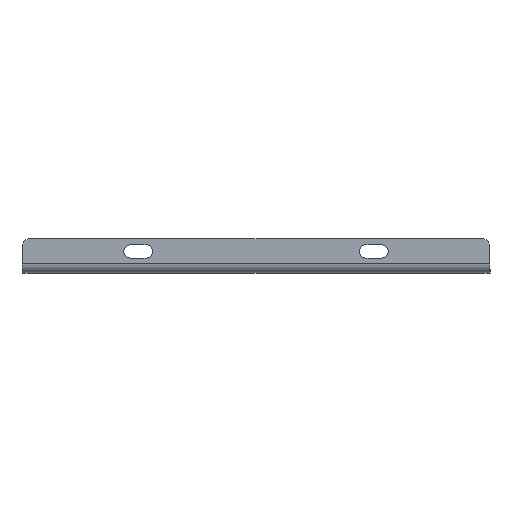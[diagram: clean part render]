
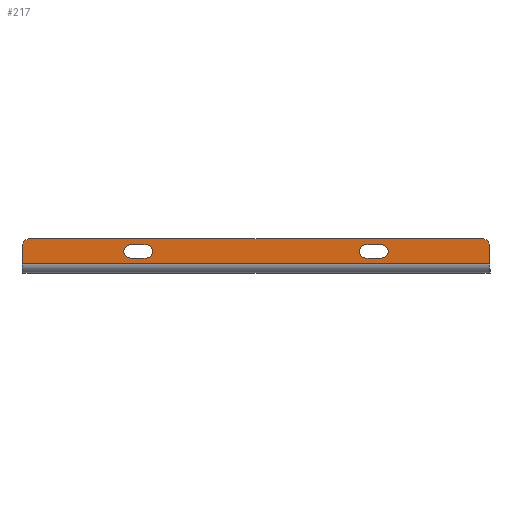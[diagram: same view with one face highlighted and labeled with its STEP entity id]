
A CAD part, top view. The second image highlights one B-rep face of the part: STEP entity #217.
In plain terms, the highlighted planar face has unit normal (0, 0, 1).
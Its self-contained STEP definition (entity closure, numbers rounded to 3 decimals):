
#9 = FACE_OUTER_BOUND ( 'NONE', #154, .T. ) ;
#12 = AXIS2_PLACEMENT_3D ( 'NONE', #460, #677, #63 ) ;
#13 = ORIENTED_EDGE ( 'NONE', *, *, #1007, .F. ) ;
#19 = DIRECTION ( 'NONE',  ( -1., 0., 0. ) ) ;
#23 = CIRCLE ( 'NONE', #652, 5. ) ;
#24 = CARTESIAN_POINT ( 'NONE',  ( 0., 19., 139. ) ) ;
#35 = AXIS2_PLACEMENT_3D ( 'NONE', #192, #657, #257 ) ;
#39 = DIRECTION ( 'NONE',  ( 1., 0., 0. ) ) ;
#63 = DIRECTION ( 'NONE',  ( -1., 0., 0. ) ) ;
#70 = CIRCLE ( 'NONE', #585, 4.25 ) ;
#72 = CARTESIAN_POINT ( 'NONE',  ( -60.35, 3., 139. ) ) ;
#76 = CIRCLE ( 'NONE', #374, 4.25 ) ;
#81 = ORIENTED_EDGE ( 'NONE', *, *, #267, .T. ) ;
#91 = CARTESIAN_POINT ( 'NONE',  ( 8.65, 11., 139. ) ) ;
#93 = CIRCLE ( 'NONE', #35, 4.25 ) ;
#100 = DIRECTION ( 'NONE',  ( 0., 0., -1. ) ) ;
#103 = VECTOR ( 'NONE', #484, 1000. ) ;
#108 = ORIENTED_EDGE ( 'NONE', *, *, #237, .T. ) ;
#114 = DIRECTION ( 'NONE',  ( 0., 1., 0. ) ) ;
#117 = EDGE_CURVE ( 'NONE', #519, #1282, #670, .T. ) ;
#132 = CARTESIAN_POINT ( 'NONE',  ( -2.35, 6.75, 139. ) ) ;
#139 = ORIENTED_EDGE ( 'NONE', *, *, #1110, .T. ) ;
#150 = DIRECTION ( 'NONE',  ( 1., 0., 0. ) ) ;
#152 = ORIENTED_EDGE ( 'NONE', *, *, #620, .T. ) ;
#154 = EDGE_LOOP ( 'NONE', ( #13, #389, #981, #152, #139, #81 ) ) ;
#164 = EDGE_CURVE ( 'NONE', #1282, #477, #76, .T. ) ;
#167 = CARTESIAN_POINT ( 'NONE',  ( -2.35, 6.75, 139. ) ) ;
#179 = DIRECTION ( 'NONE',  ( -1., 0., 0. ) ) ;
#180 = EDGE_CURVE ( 'NONE', #921, #1066, #1062, .T. ) ;
#192 = CARTESIAN_POINT ( 'NONE',  ( 8.65, 11., 139. ) ) ;
#213 = CARTESIAN_POINT ( 'NONE',  ( 18.65, 6.75, 139. ) ) ;
#217 = ADVANCED_FACE ( 'NONE', ( #9, #963, #273 ), #874, .T. ) ;
#223 = DIRECTION ( 'NONE',  ( -1., 0., 0. ) ) ;
#237 = EDGE_CURVE ( 'NONE', #951, #568, #93, .T. ) ;
#238 = CARTESIAN_POINT ( 'NONE',  ( 168.65, 15.25, 139. ) ) ;
#245 = ORIENTED_EDGE ( 'NONE', *, *, #868, .T. ) ;
#257 = DIRECTION ( 'NONE',  ( -1., 0., 0. ) ) ;
#267 = EDGE_CURVE ( 'NONE', #329, #723, #1001, .T. ) ;
#273 = FACE_BOUND ( 'NONE', #277, .T. ) ;
#277 = EDGE_LOOP ( 'NONE', ( #1243, #1148, #783, #245, #862 ) ) ;
#281 = AXIS2_PLACEMENT_3D ( 'NONE', #1160, #1043, #1252 ) ;
#298 = AXIS2_PLACEMENT_3D ( 'NONE', #91, #387, #179 ) ;
#306 = VERTEX_POINT ( 'NONE', #356 ) ;
#329 = VERTEX_POINT ( 'NONE', #406 ) ;
#346 = CARTESIAN_POINT ( 'NONE',  ( 237.65, 0., 139. ) ) ;
#356 = CARTESIAN_POINT ( 'NONE',  ( 168.65, 6.75, 139. ) ) ;
#362 = VECTOR ( 'NONE', #114, 1000. ) ;
#363 = VECTOR ( 'NONE', #1112, 1000. ) ;
#370 = CARTESIAN_POINT ( 'NONE',  ( -60.35, 14., 139. ) ) ;
#374 = AXIS2_PLACEMENT_3D ( 'NONE', #835, #727, #444 ) ;
#387 = DIRECTION ( 'NONE',  ( 0., 0., -1. ) ) ;
#389 = ORIENTED_EDGE ( 'NONE', *, *, #465, .F. ) ;
#392 = DIRECTION ( 'NONE',  ( -1., 0., 0. ) ) ;
#400 = ORIENTED_EDGE ( 'NONE', *, *, #164, .T. ) ;
#403 = EDGE_LOOP ( 'NONE', ( #778, #108, #560, #603, #400 ) ) ;
#406 = CARTESIAN_POINT ( 'NONE',  ( -55.35, 19., 139. ) ) ;
#413 = DIRECTION ( 'NONE',  ( 0., 0., -1. ) ) ;
#429 = EDGE_CURVE ( 'NONE', #855, #450, #1053, .T. ) ;
#444 = DIRECTION ( 'NONE',  ( -1., 0., 0. ) ) ;
#450 = VERTEX_POINT ( 'NONE', #815 ) ;
#451 = VERTEX_POINT ( 'NONE', #1108 ) ;
#460 = CARTESIAN_POINT ( 'NONE',  ( -55.35, 14., 139. ) ) ;
#465 = EDGE_CURVE ( 'NONE', #1066, #721, #1274, .T. ) ;
#474 = CIRCLE ( 'NONE', #298, 4.25 ) ;
#477 = VERTEX_POINT ( 'NONE', #213 ) ;
#484 = DIRECTION ( 'NONE',  ( 1., 0., 0. ) ) ;
#492 = EDGE_CURVE ( 'NONE', #306, #855, #877, .T. ) ;
#497 = CARTESIAN_POINT ( 'NONE',  ( -60.35, -2.5, 139. ) ) ;
#500 = CARTESIAN_POINT ( 'NONE',  ( 158.65, 11., 139. ) ) ;
#505 = CARTESIAN_POINT ( 'NONE',  ( 158.65, 11., 139. ) ) ;
#519 = VERTEX_POINT ( 'NONE', #705 ) ;
#560 = ORIENTED_EDGE ( 'NONE', *, *, #919, .T. ) ;
#568 = VERTEX_POINT ( 'NONE', #916 ) ;
#585 = AXIS2_PLACEMENT_3D ( 'NONE', #500, #100, #392 ) ;
#603 = ORIENTED_EDGE ( 'NONE', *, *, #117, .T. ) ;
#606 = CARTESIAN_POINT ( 'NONE',  ( 237.65, 3., 139. ) ) ;
#613 = LINE ( 'NONE', #882, #103 ) ;
#620 = EDGE_CURVE ( 'NONE', #921, #1241, #23, .T. ) ;
#647 = VERTEX_POINT ( 'NONE', #238 ) ;
#648 = LINE ( 'NONE', #497, #362 ) ;
#652 = AXIS2_PLACEMENT_3D ( 'NONE', #1124, #1228, #39 ) ;
#657 = DIRECTION ( 'NONE',  ( 0., 0., -1. ) ) ;
#670 = LINE ( 'NONE', #1038, #860 ) ;
#677 = DIRECTION ( 'NONE',  ( 0., 0., 1. ) ) ;
#705 = CARTESIAN_POINT ( 'NONE',  ( 8.65, 15.25, 139. ) ) ;
#712 = CARTESIAN_POINT ( 'NONE',  ( 18.65, 15.25, 139. ) ) ;
#714 = CARTESIAN_POINT ( 'NONE',  ( 192., 3., 139. ) ) ;
#721 = VERTEX_POINT ( 'NONE', #72 ) ;
#723 = VERTEX_POINT ( 'NONE', #370 ) ;
#727 = DIRECTION ( 'NONE',  ( 0., 0., -1. ) ) ;
#778 = ORIENTED_EDGE ( 'NONE', *, *, #849, .T. ) ;
#783 = ORIENTED_EDGE ( 'NONE', *, *, #1039, .T. ) ;
#785 = EDGE_CURVE ( 'NONE', #647, #306, #1279, .T. ) ;
#792 = VECTOR ( 'NONE', #1139, 1000. ) ;
#815 = CARTESIAN_POINT ( 'NONE',  ( 154.4, 11., 139. ) ) ;
#835 = CARTESIAN_POINT ( 'NONE',  ( 18.65, 11., 139. ) ) ;
#849 = EDGE_CURVE ( 'NONE', #477, #951, #1128, .T. ) ;
#855 = VERTEX_POINT ( 'NONE', #1266 ) ;
#859 = VECTOR ( 'NONE', #870, 1000. ) ;
#860 = VECTOR ( 'NONE', #150, 1000. ) ;
#862 = ORIENTED_EDGE ( 'NONE', *, *, #785, .T. ) ;
#868 = EDGE_CURVE ( 'NONE', #451, #647, #613, .T. ) ;
#869 = CARTESIAN_POINT ( 'NONE',  ( 237.65, 14., 139. ) ) ;
#870 = DIRECTION ( 'NONE',  ( -1., 0., 0. ) ) ;
#874 = PLANE ( 'NONE',  #1255 ) ;
#877 = LINE ( 'NONE', #132, #363 ) ;
#882 = CARTESIAN_POINT ( 'NONE',  ( -2.35, 15.25, 139. ) ) ;
#896 = VECTOR ( 'NONE', #19, 1000. ) ;
#916 = CARTESIAN_POINT ( 'NONE',  ( 4.4, 11., 139. ) ) ;
#919 = EDGE_CURVE ( 'NONE', #568, #519, #474, .T. ) ;
#921 = VERTEX_POINT ( 'NONE', #869 ) ;
#951 = VERTEX_POINT ( 'NONE', #1278 ) ;
#963 = FACE_BOUND ( 'NONE', #403, .T. ) ;
#981 = ORIENTED_EDGE ( 'NONE', *, *, #180, .F. ) ;
#982 = VECTOR ( 'NONE', #1017, 1000. ) ;
#1001 = CIRCLE ( 'NONE', #12, 5. ) ;
#1003 = CARTESIAN_POINT ( 'NONE',  ( 232.65, 19., 139. ) ) ;
#1007 = EDGE_CURVE ( 'NONE', #721, #723, #648, .T. ) ;
#1017 = DIRECTION ( 'NONE',  ( -1., 0., 0. ) ) ;
#1038 = CARTESIAN_POINT ( 'NONE',  ( -2.35, 15.25, 139. ) ) ;
#1039 = EDGE_CURVE ( 'NONE', #450, #451, #70, .T. ) ;
#1041 = DIRECTION ( 'NONE',  ( 0., 0., 1. ) ) ;
#1043 = DIRECTION ( 'NONE',  ( 0., 0., -1. ) ) ;
#1053 = CIRCLE ( 'NONE', #1215, 4.25 ) ;
#1056 = DIRECTION ( 'NONE',  ( 1., 0., 0. ) ) ;
#1062 = LINE ( 'NONE', #346, #792 ) ;
#1066 = VERTEX_POINT ( 'NONE', #606 ) ;
#1108 = CARTESIAN_POINT ( 'NONE',  ( 158.65, 15.25, 139. ) ) ;
#1110 = EDGE_CURVE ( 'NONE', #1241, #329, #1179, .T. ) ;
#1112 = DIRECTION ( 'NONE',  ( -1., 0., 0. ) ) ;
#1124 = CARTESIAN_POINT ( 'NONE',  ( 232.65, 14., 139. ) ) ;
#1128 = LINE ( 'NONE', #167, #859 ) ;
#1139 = DIRECTION ( 'NONE',  ( 0., -1., 0. ) ) ;
#1148 = ORIENTED_EDGE ( 'NONE', *, *, #429, .T. ) ;
#1160 = CARTESIAN_POINT ( 'NONE',  ( 168.65, 11., 139. ) ) ;
#1179 = LINE ( 'NONE', #24, #982 ) ;
#1215 = AXIS2_PLACEMENT_3D ( 'NONE', #505, #413, #223 ) ;
#1228 = DIRECTION ( 'NONE',  ( 0., 0., 1. ) ) ;
#1241 = VERTEX_POINT ( 'NONE', #1003 ) ;
#1243 = ORIENTED_EDGE ( 'NONE', *, *, #492, .T. ) ;
#1252 = DIRECTION ( 'NONE',  ( -1., 0., 0. ) ) ;
#1254 = CARTESIAN_POINT ( 'NONE',  ( 0., 0., 139. ) ) ;
#1255 = AXIS2_PLACEMENT_3D ( 'NONE', #1254, #1041, #1056 ) ;
#1266 = CARTESIAN_POINT ( 'NONE',  ( 158.65, 6.75, 139. ) ) ;
#1274 = LINE ( 'NONE', #714, #896 ) ;
#1278 = CARTESIAN_POINT ( 'NONE',  ( 8.65, 6.75, 139. ) ) ;
#1279 = CIRCLE ( 'NONE', #281, 4.25 ) ;
#1282 = VERTEX_POINT ( 'NONE', #712 ) ;
